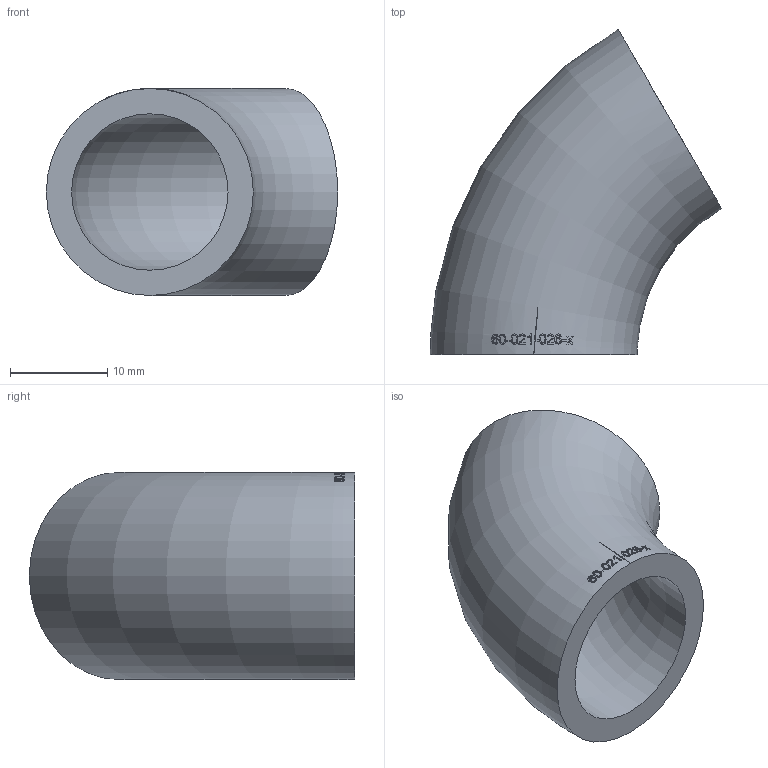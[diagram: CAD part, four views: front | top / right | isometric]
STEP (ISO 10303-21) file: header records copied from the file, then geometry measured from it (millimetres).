
FILE_DESCRIPTION (( 'STEP AP214' ), '1' );
FILE_NAME ('60-021-026-x Bogen 2004.STEP', '2020-04-20T07:45:34', ( '' ), ( '' ), 'SwSTEP 2.0', 'SolidWorks 2019', '' );
FILE_SCHEMA (( 'AUTOMOTIVE_DESIGN' ));
Length unit declared in the file: millimetre
Products named in the file (1): 60-021-026-x Bogen 2004
Bounding box: 29.98 x 33.47 x 21.3 mm (x, y, z)
Volume: 4478.6 mm3; surface area: 3752.3 mm2
Topology: 1 solids, 1 shells, 143 faces, 373 edges, 249 vertices
Faces by surface type: bspline 122, torus 19, plane 2
Entity records: 13435 total; most frequent: CARTESIAN_POINT 9503, ORIENTED_EDGE 740, EDGE_CURVE 370, B_SPLINE_CURVE_WITH_KNOTS 366, VERTEX_POINT 248, EDGE_LOOP 164, FACE_OUTER_BOUND 145, ADVANCED_FACE 143
